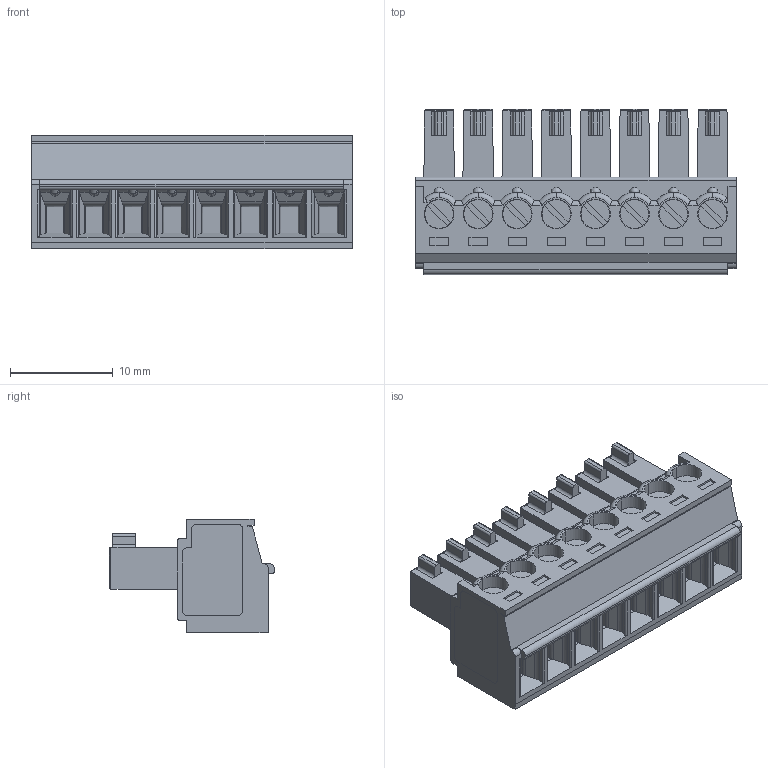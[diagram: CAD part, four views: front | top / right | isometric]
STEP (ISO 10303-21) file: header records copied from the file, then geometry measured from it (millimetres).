
FILE_DESCRIPTION(('STEP AP214'),'1');
FILE_NAME('cctmp_8B62E9C2-D85E-467D-8A14-0390464C4E86_2023_01_30_08_24_14_0930_3740..stp','2023-01-30T08:24:15',('PHOENIX CONTACT Deutschland GmbH'),('CADClick - www.CADClick.com'),'Spatial InterOp 3D',' ','unknown authorization');
FILE_SCHEMA(('AUTOMOTIVE_DESIGN'));
Length unit declared in the file: millimetre
Products named in the file (26): 2023_01_30_08_24_13_0694; 2023_01_30_08_24_14_0930; 2023_01_30_08_24_14_0914; 2023_01_30_08_24_14_0899; 2023_01_30_08_24_14_0883; 2023_01_30_08_24_14_0867; 2023_01_30_08_24_14_0852; 2023_01_30_08_24_14_0836; 2023_01_30_08_24_14_0820; 2023_01_30_08_24_14_0805; 2023_01_30_08_24_14_0789; 2023_01_30_08_24_14_0774; 2023_01_30_08_24_14_0758; 2023_01_30_08_24_14_0742; 2023_01_30_08_24_14_0727; 2023_01_30_08_24_14_0711; 2023_01_30_08_24_14_0695; 2023_01_30_08_24_14_0680; 2023_01_30_08_24_14_0664; 2023_01_30_08_24_14_0649; 2023_01_30_08_24_14_0633; 2023_01_30_08_24_14_0617; 2023_01_30_08_24_14_0602; 2023_01_30_08_24_14_0586; 2023_01_30_08_24_14_0570; 2023_01_30_08_24_14_0491
Assembly tree (25 placements, depth 2):
  2023_01_30_08_24_13_0694
    2023_01_30_08_24_14_0930
    2023_01_30_08_24_14_0914
    2023_01_30_08_24_14_0899
    2023_01_30_08_24_14_0883
    2023_01_30_08_24_14_0867
    2023_01_30_08_24_14_0852
    2023_01_30_08_24_14_0836
    2023_01_30_08_24_14_0820
    2023_01_30_08_24_14_0805
    2023_01_30_08_24_14_0789
    2023_01_30_08_24_14_0774
    2023_01_30_08_24_14_0758
    2023_01_30_08_24_14_0742
    2023_01_30_08_24_14_0727
    2023_01_30_08_24_14_0711
    2023_01_30_08_24_14_0695
    2023_01_30_08_24_14_0680
    2023_01_30_08_24_14_0664
    2023_01_30_08_24_14_0649
    2023_01_30_08_24_14_0633
    2023_01_30_08_24_14_0617
    2023_01_30_08_24_14_0602
    2023_01_30_08_24_14_0586
    2023_01_30_08_24_14_0570
    2023_01_30_08_24_14_0491
Bounding box: 31.3 x 16.1 x 11.1 mm (x, y, z)
Volume: 2680 mm3; surface area: 5537.6 mm2
Topology: 25 solids, 25 shells, 1286 faces, 3432 edges, 2215 vertices
Faces by surface type: plane 780, cylinder 402, cone 48, torus 32, sphere 24
Entity records: 58980 total; most frequent: CARTESIAN_POINT 11739, DIRECTION 6905, ORIENTED_EDGE 6800, EDGE_CURVE 3400, AXIS2_PLACEMENT_3D 2313, LINE 2279, VECTOR 2279, VERTEX_POINT 2215
